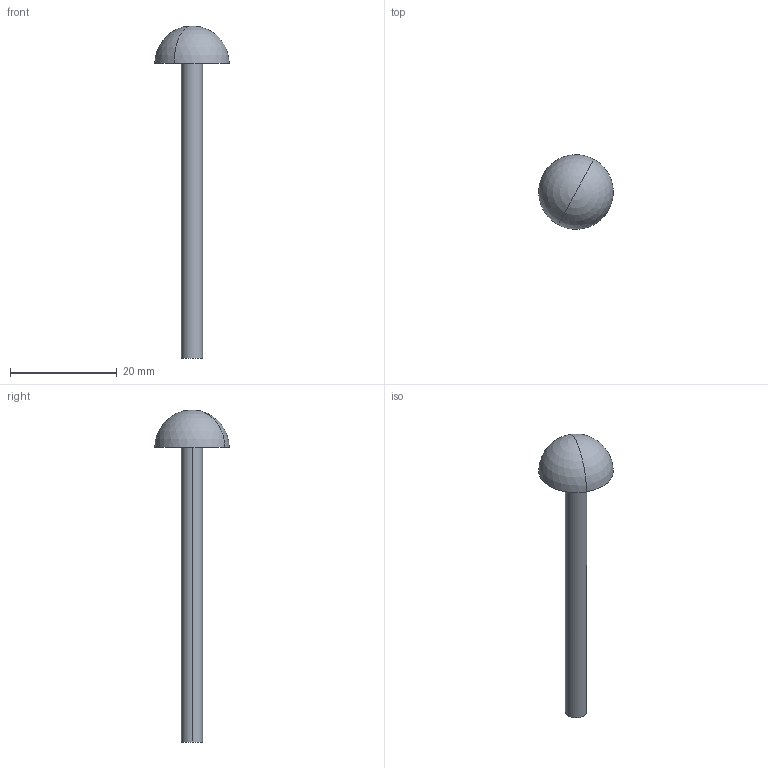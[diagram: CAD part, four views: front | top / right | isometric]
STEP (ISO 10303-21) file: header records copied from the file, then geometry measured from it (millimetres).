
FILE_DESCRIPTION(('CATIA V5 STEP Exchange'),'2;1');
FILE_NAME('Pointe filetee.stp','2022-11-25T14:01:29+00:00',('none'),('none'),'CATIA Version 5 Release 20 GA (IN-10)','CATIA V5 STEP AP203','none');
FILE_SCHEMA(('CONFIG_CONTROL_DESIGN'));
Length unit declared in the file: millimetre
Products named in the file (1): Pointe filetee
Bounding box: 14 x 14 x 62.3 mm (x, y, z)
Volume: 1413.3 mm3; surface area: 1156.7 mm2
Topology: 1 solids, 1 shells, 6 faces, 12 edges, 7 vertices
Faces by surface type: plane 2, sphere 2, cylinder 2
Entity records: 174 total; most frequent: CARTESIAN_POINT 22, ORIENTED_EDGE 20, DIRECTION 18, AXIS2_PLACEMENT_3D 13, EDGE_CURVE 10, CIRCLE 8, EDGE_LOOP 7, VERTEX_POINT 7
